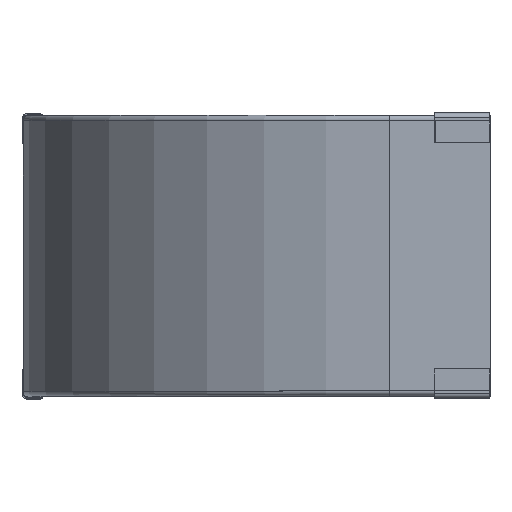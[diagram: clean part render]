
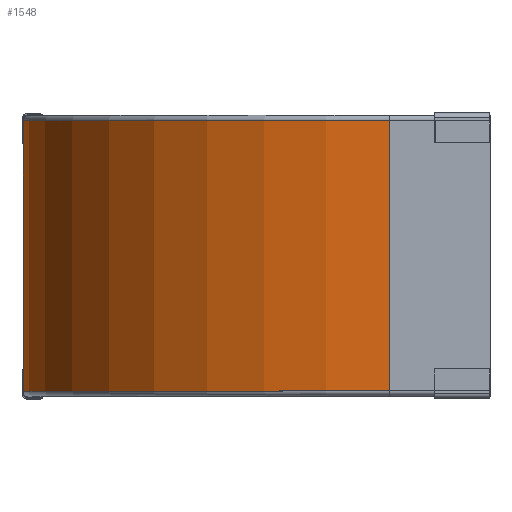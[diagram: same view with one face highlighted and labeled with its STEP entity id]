
A CAD part, top view. The second image highlights one B-rep face of the part: STEP entity #1548.
In plain terms, the highlighted cylindrical face has radius 200.75 mm (diameter 401.5 mm), a partial arc.
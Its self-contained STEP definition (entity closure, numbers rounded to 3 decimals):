
#59=CYLINDRICAL_SURFACE('',#1709,200.75);
#143=FACE_OUTER_BOUND('',#232,.T.);
#232=EDGE_LOOP('',(#1378,#1379,#1380,#1381));
#293=CIRCLE('',#1679,200.75);
#306=CIRCLE('',#1708,200.75);
#434=LINE('',#2562,#585);
#444=LINE('',#2593,#595);
#585=VECTOR('',#2097,1.);
#595=VECTOR('',#2127,1.);
#717=VERTEX_POINT('',#2509);
#726=VERTEX_POINT('',#2538);
#732=VERTEX_POINT('',#2560);
#740=VERTEX_POINT('',#2584);
#922=EDGE_CURVE('',#717,#726,#293,.T.);
#934=EDGE_CURVE('',#732,#717,#434,.T.);
#949=EDGE_CURVE('',#740,#726,#444,.T.);
#965=EDGE_CURVE('',#732,#740,#306,.T.);
#1378=ORIENTED_EDGE('',*,*,#934,.F.);
#1379=ORIENTED_EDGE('',*,*,#965,.T.);
#1380=ORIENTED_EDGE('',*,*,#949,.T.);
#1381=ORIENTED_EDGE('',*,*,#922,.F.);
#1548=ADVANCED_FACE('',(#143),#59,.T.);
#1679=AXIS2_PLACEMENT_3D('',#2539,#2071,#2072);
#1708=AXIS2_PLACEMENT_3D('',#2623,#2159,#2160);
#1709=AXIS2_PLACEMENT_3D('',#2624,#2161,#2162);
#2071=DIRECTION('center_axis',(0.,1.,0.));
#2072=DIRECTION('ref_axis',(-1.,0.,0.));
#2097=DIRECTION('',(0.,1.,0.));
#2127=DIRECTION('',(0.,1.,0.));
#2159=DIRECTION('center_axis',(0.,1.,0.));
#2160=DIRECTION('ref_axis',(-1.,0.,0.));
#2161=DIRECTION('center_axis',(0.,1.,0.));
#2162=DIRECTION('ref_axis',(-1.,0.,0.));
#2509=CARTESIAN_POINT('',(21.904,154.125,55.));
#2538=CARTESIAN_POINT('',(222.654,154.125,255.75));
#2539=CARTESIAN_POINT('Origin',(222.654,154.125,55.));
#2560=CARTESIAN_POINT('',(21.904,5.727,55.));
#2562=CARTESIAN_POINT('',(21.904,154.125,55.));
#2584=CARTESIAN_POINT('',(222.654,5.727,255.75));
#2593=CARTESIAN_POINT('',(222.654,104.124,255.75));
#2623=CARTESIAN_POINT('Origin',(222.654,5.727,55.));
#2624=CARTESIAN_POINT('Origin',(222.654,30.326,55.));
